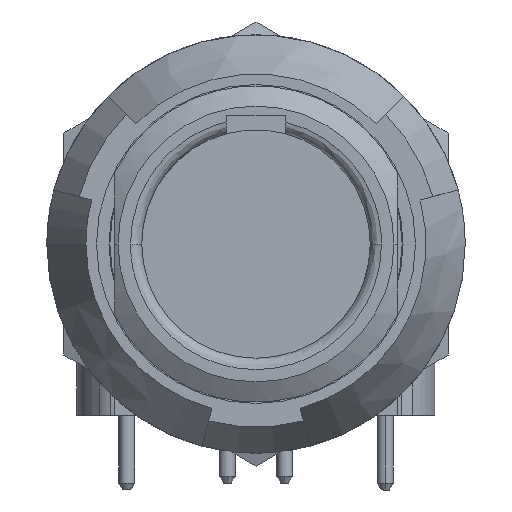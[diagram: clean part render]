
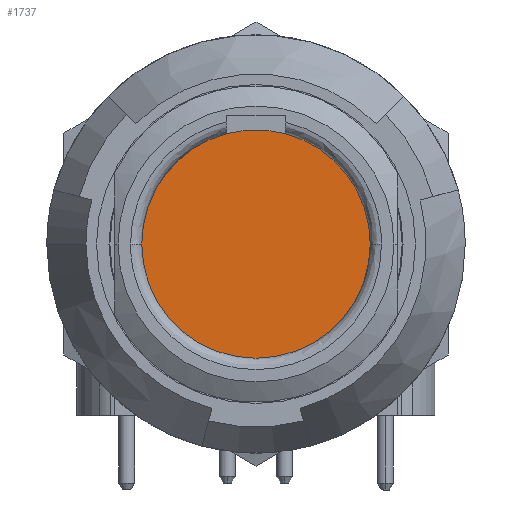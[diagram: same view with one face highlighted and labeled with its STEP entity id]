
A CAD part, front view. The second image highlights one B-rep face of the part: STEP entity #1737.
In plain terms, the highlighted face is planar.
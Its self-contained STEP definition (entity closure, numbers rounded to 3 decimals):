
#1737 = ADVANCED_FACE ( 'NONE', ( #9852 ), #3569, .T. ) ;
#2223 = AXIS2_PLACEMENT_3D ( 'NONE', #19670, #19671, #19674 ) ;
#2282 = AXIS2_PLACEMENT_3D ( 'NONE', #19494, #19495, #19498 ) ;
#3563 = DIRECTION ( 'NONE',  ( 1., 0., 0. ) ) ;
#3566 = DIRECTION ( 'NONE',  ( 0., 0., 1. ) ) ;
#3568 = CARTESIAN_POINT ( 'NONE',  ( 2.525, 0., 22.1 ) ) ;
#3569 = PLANE ( 'NONE',  #9307 ) ;
#4908 = EDGE_LOOP ( 'NONE', ( #10928, #10931, #10930, #10933 ) ) ;
#7631 = VERTEX_POINT ( 'NONE', #21330 ) ;
#7658 = VERTEX_POINT ( 'NONE', #21357 ) ;
#7662 = VERTEX_POINT ( 'NONE', #21361 ) ;
#7693 = VERTEX_POINT ( 'NONE', #21392 ) ;
#9307 = AXIS2_PLACEMENT_3D ( 'NONE', #3568, #3566, #3563 ) ;
#9852 = FACE_OUTER_BOUND ( 'NONE', #4908, .T. ) ;
#10278 = EDGE_CURVE ( 'NONE', #7662, #7631, #15427, .T. ) ;
#10283 = EDGE_CURVE ( 'NONE', #7693, #7631, #15388, .T. ) ;
#10843 = AXIS2_PLACEMENT_3D ( 'NONE', #16587, #16600, #16602 ) ;
#10844 = AXIS2_PLACEMENT_3D ( 'NONE', #16561, #16573, #16575 ) ;
#10928 = ORIENTED_EDGE ( 'NONE', *, *, #14239, .F. ) ;
#10930 = ORIENTED_EDGE ( 'NONE', *, *, #10278, .F. ) ;
#10931 = ORIENTED_EDGE ( 'NONE', *, *, #10283, .T. ) ;
#10933 = ORIENTED_EDGE ( 'NONE', *, *, #14236, .F. ) ;
#14236 = EDGE_CURVE ( 'NONE', #7658, #7662, #15893, .T. ) ;
#14239 = EDGE_CURVE ( 'NONE', #7693, #7658, #15896, .T. ) ;
#15388 = CIRCLE ( 'NONE', #10843, 5.05 ) ;
#15427 = CIRCLE ( 'NONE', #10844, 5.05 ) ;
#15893 = CIRCLE ( 'NONE', #2282, 5.05 ) ;
#15896 = CIRCLE ( 'NONE', #2223, 5.05 ) ;
#16561 = CARTESIAN_POINT ( 'NONE',  ( 0., 0., 22.1 ) ) ;
#16573 = DIRECTION ( 'NONE',  ( 0., 0., -1. ) ) ;
#16575 = DIRECTION ( 'NONE',  ( 1., 0., 0. ) ) ;
#16587 = CARTESIAN_POINT ( 'NONE',  ( 0., 0., 22.1 ) ) ;
#16600 = DIRECTION ( 'NONE',  ( 0., 0., 1. ) ) ;
#16602 = DIRECTION ( 'NONE',  ( -1., 0., 0. ) ) ;
#19494 = CARTESIAN_POINT ( 'NONE',  ( 0., 0., 22.1 ) ) ;
#19495 = DIRECTION ( 'NONE',  ( 0., 0., -1. ) ) ;
#19498 = DIRECTION ( 'NONE',  ( 1., 0., 0. ) ) ;
#19670 = CARTESIAN_POINT ( 'NONE',  ( 0., 0., 22.1 ) ) ;
#19671 = DIRECTION ( 'NONE',  ( 0., 0., -1. ) ) ;
#19674 = DIRECTION ( 'NONE',  ( 1., 0., 0. ) ) ;
#21330 = CARTESIAN_POINT ( 'NONE',  ( -1.3, 4.88, 22.1 ) ) ;
#21357 = CARTESIAN_POINT ( 'NONE',  ( 5.05, 0., 22.1 ) ) ;
#21361 = CARTESIAN_POINT ( 'NONE',  ( -5.05, 0., 22.1 ) ) ;
#21392 = CARTESIAN_POINT ( 'NONE',  ( 1.3, 4.88, 22.1 ) ) ;
